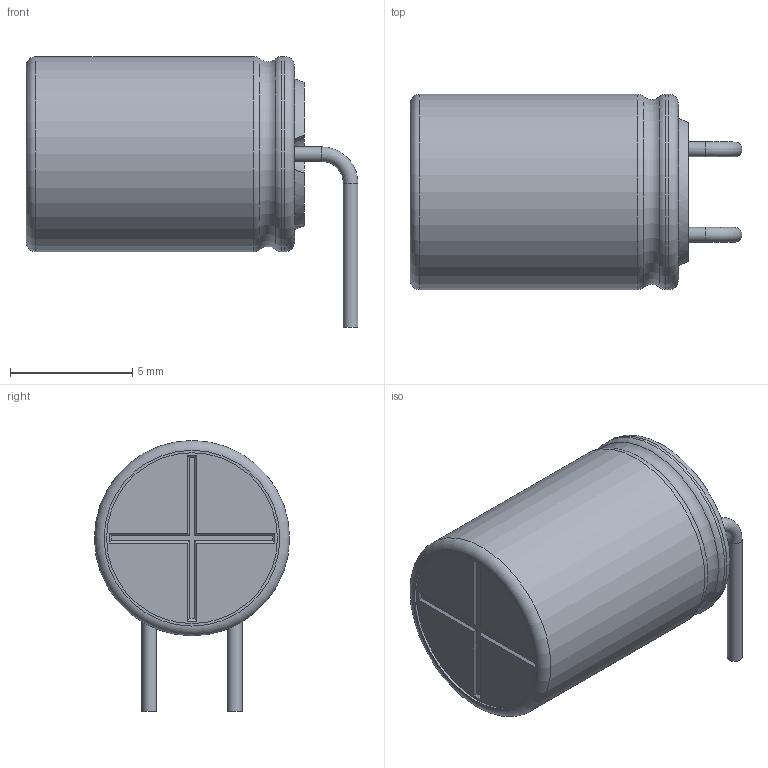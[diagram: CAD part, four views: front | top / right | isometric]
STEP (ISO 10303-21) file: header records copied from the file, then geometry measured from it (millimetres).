
FILE_DESCRIPTION(/* description */ (''),/* implementation_level */ '2;1');
FILE_NAME(/* name */ 'C_Radial_D8.0mm_H11.5mm_P3.50mm_Sideways.step',/* time_stamp */ '2022-06-24T07:27:15+01:00',/* author */ (''),/* organization */ (''),/* preprocessor_version */ 'ST-DEVELOPER v19',/* originating_system */ 'Autodesk Translation Framework v11.7.0.108',/* authorisation */ '');
FILE_SCHEMA (('AUTOMOTIVE_DESIGN { 1 0 10303 214 3 1 1 }'));
Length unit declared in the file: millimetre
Products named in the file (1): capacitor_bertical_mount
Bounding box: 13.6 x 8 x 11.1 mm (x, y, z)
Volume: 557.6 mm3; surface area: 418 mm2
Topology: 1 solids, 1 shells, 43 faces, 95 edges, 60 vertices
Faces by surface type: plane 24, cylinder 8, torus 7, cone 4
Full cylindrical faces by diameter (mm): 0.6 x4, 6.4 x1, 7 x1, 8 x2
Entity records: 1328 total; most frequent: CARTESIAN_POINT 247, DIRECTION 214, ORIENTED_EDGE 190, EDGE_CURVE 95, AXIS2_PLACEMENT_3D 79, VERTEX_POINT 60, LINE 56, VECTOR 56
